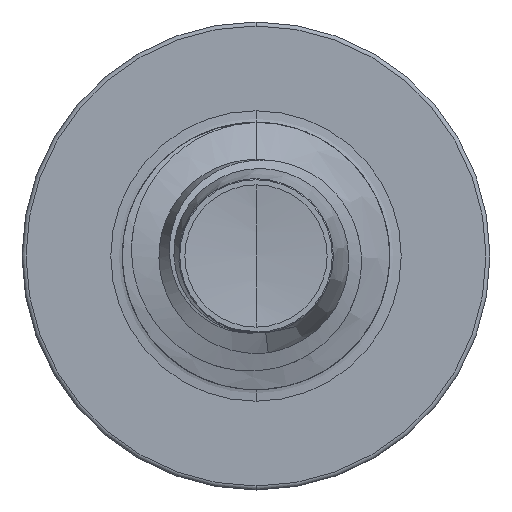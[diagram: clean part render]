
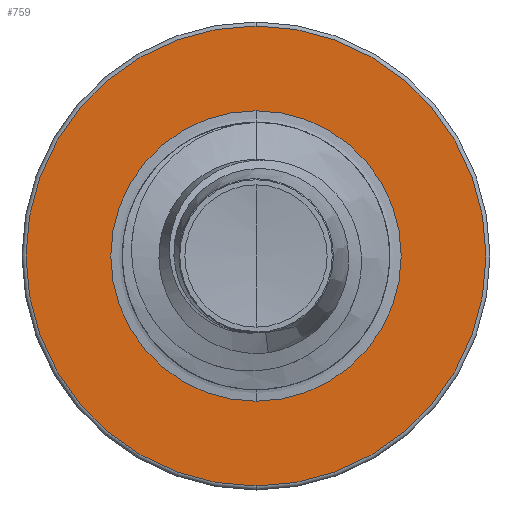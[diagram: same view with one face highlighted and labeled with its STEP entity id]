
A CAD part, front view. The second image highlights one B-rep face of the part: STEP entity #759.
In plain terms, the highlighted planar face has unit normal (0, -1, 0).
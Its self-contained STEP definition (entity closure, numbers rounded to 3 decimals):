
#11 = DIRECTION ( 'NONE',  ( 0., 0., 1. ) ) ;
#37 = DIRECTION ( 'NONE',  ( 0., 1., 0. ) ) ;
#66 = CARTESIAN_POINT ( 'NONE',  ( 0., 6., 0. ) ) ;
#270 = DIRECTION ( 'NONE',  ( 0., 0., 1. ) ) ;
#301 = DIRECTION ( 'NONE',  ( 0., 1., 0. ) ) ;
#308 = CARTESIAN_POINT ( 'NONE',  ( 0., 6., 0. ) ) ;
#759 = ADVANCED_FACE ( 'NONE', ( #1931, #10637 ), #11188, .F. ) ;
#816 = AXIS2_PLACEMENT_3D ( 'NONE', #66, #37, #11 ) ;
#832 = AXIS2_PLACEMENT_3D ( 'NONE', #308, #301, #270 ) ;
#1931 = FACE_OUTER_BOUND ( 'NONE', #14568, .T. ) ;
#2279 = AXIS2_PLACEMENT_3D ( 'NONE', #9733, #9689, #9669 ) ;
#2328 = AXIS2_PLACEMENT_3D ( 'NONE', #10064, #10051, #10010 ) ;
#2899 = CIRCLE ( 'NONE', #2328, 1.72 ) ;
#3548 = CIRCLE ( 'NONE', #2279, 1.086 ) ;
#7194 = ORIENTED_EDGE ( 'NONE', *, *, #15175, .F. ) ;
#8545 = CARTESIAN_POINT ( 'NONE',  ( 0., 6., 1.72 ) ) ;
#9669 = DIRECTION ( 'NONE',  ( 0., 0., 1. ) ) ;
#9689 = DIRECTION ( 'NONE',  ( 0., 1., 0. ) ) ;
#9733 = CARTESIAN_POINT ( 'NONE',  ( 0., 6., 0. ) ) ;
#10010 = DIRECTION ( 'NONE',  ( 0., 0., 1. ) ) ;
#10051 = DIRECTION ( 'NONE',  ( 0., 1., 0. ) ) ;
#10064 = CARTESIAN_POINT ( 'NONE',  ( 0., 6., 0. ) ) ;
#10254 = VERTEX_POINT ( 'NONE', #15139 ) ;
#10623 = EDGE_LOOP ( 'NONE', ( #13783, #15852 ) ) ;
#10630 = CARTESIAN_POINT ( 'NONE',  ( 0., 6., -1.086 ) ) ;
#10637 = FACE_BOUND ( 'NONE', #10623, .T. ) ;
#11032 = ORIENTED_EDGE ( 'NONE', *, *, #14524, .F. ) ;
#11170 = DIRECTION ( 'NONE',  ( 0., 0., 1. ) ) ;
#11183 = DIRECTION ( 'NONE',  ( 0., 1., 0. ) ) ;
#11188 = PLANE ( 'NONE',  #13880 ) ;
#11986 = VERTEX_POINT ( 'NONE', #14728 ) ;
#12762 = CIRCLE ( 'NONE', #816, 1.086 ) ;
#13371 = CARTESIAN_POINT ( 'NONE',  ( 0., 6., -1.72 ) ) ;
#13744 = VERTEX_POINT ( 'NONE', #13371 ) ;
#13783 = ORIENTED_EDGE ( 'NONE', *, *, #15184, .T. ) ;
#13880 = AXIS2_PLACEMENT_3D ( 'NONE', #10630, #11183, #11170 ) ;
#14524 = EDGE_CURVE ( 'NONE', #13744, #15979, #2899, .T. ) ;
#14555 = EDGE_CURVE ( 'NONE', #10254, #11986, #3548, .T. ) ;
#14568 = EDGE_LOOP ( 'NONE', ( #7194, #11032 ) ) ;
#14728 = CARTESIAN_POINT ( 'NONE',  ( 0., 6., 1.086 ) ) ;
#15139 = CARTESIAN_POINT ( 'NONE',  ( 0., 6., -1.086 ) ) ;
#15175 = EDGE_CURVE ( 'NONE', #15979, #13744, #15443, .T. ) ;
#15184 = EDGE_CURVE ( 'NONE', #11986, #10254, #12762, .T. ) ;
#15443 = CIRCLE ( 'NONE', #832, 1.72 ) ;
#15852 = ORIENTED_EDGE ( 'NONE', *, *, #14555, .T. ) ;
#15979 = VERTEX_POINT ( 'NONE', #8545 ) ;
